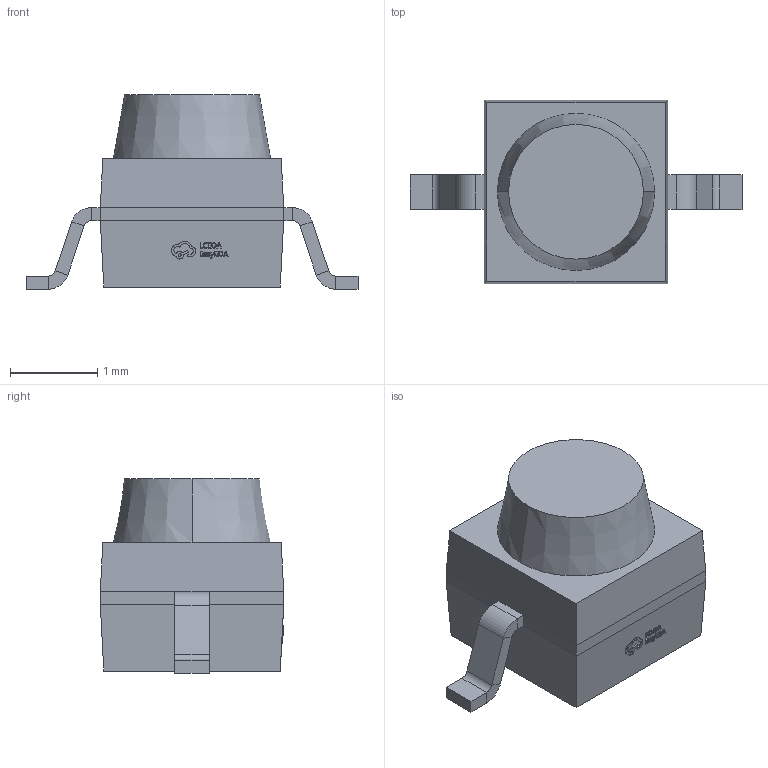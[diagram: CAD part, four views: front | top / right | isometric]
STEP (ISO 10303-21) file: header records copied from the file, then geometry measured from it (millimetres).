
FILE_DESCRIPTION (( 'STEP AP214' ), '1' );
FILE_NAME ('LED-SMD_2P-L2.1-W2.1-H2.2-LS3.8.step', '2022-07-08T11:51:51', ( '' ), ( '' ), 'SwSTEP 2.0', 'SolidWorks 2020', '' );
FILE_SCHEMA (( 'AUTOMOTIVE_DESIGN' ));
Length unit declared in the file: millimetre
Products named in the file (1): LED-SMD_2P-L2.1-W2.1-H2.2-LS3.8
Bounding box: 3.8 x 2.1 x 2.23 mm (x, y, z)
Volume: 8.1 mm3; surface area: 26.7 mm2
Topology: 1 solids, 1 shells, 344 faces, 897 edges, 582 vertices
Faces by surface type: plane 222, bspline 112, cylinder 8, cone 2
Entity records: 15407 total; most frequent: CARTESIAN_POINT 3928, ORIENTED_EDGE 1794, DIRECTION 1155, EDGE_CURVE 897, LINE 649, VECTOR 649, VERTEX_POINT 582, EDGE_LOOP 371
